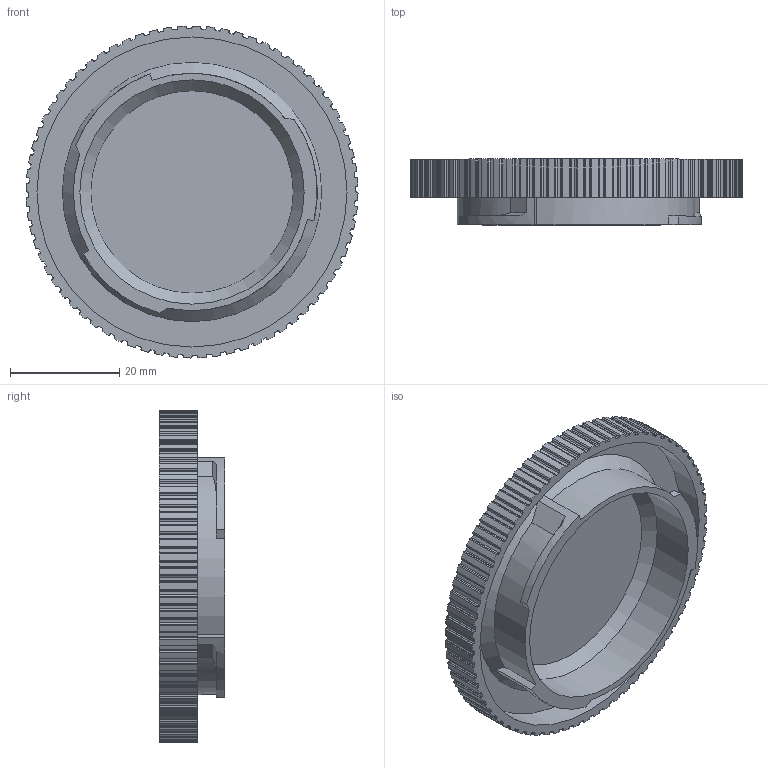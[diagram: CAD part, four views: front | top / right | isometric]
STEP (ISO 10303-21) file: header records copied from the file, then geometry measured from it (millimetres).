
FILE_DESCRIPTION( ( '' ), ' ' );
FILE_NAME( '57af531ee4b0f8ff2a91ce36.step', '2016-08-13T17:04:31', ( '' ), ( '' ), ' ', ' ', ' ' );
FILE_SCHEMA( ( 'AUTOMOTIVE_DESIGN { 1 0 10303 214 1 1 1 1 }' ) );
Length unit declared in the file: metre
Products named in the file (1): Part 1
Bounding box: 60.7 x 12 x 60.7 mm (x, y, z)
Volume: 9369.4 mm3; surface area: 11014.2 mm2
Topology: 1 solids, 1 shells, 687 faces, 1989 edges, 1315 vertices
Faces by surface type: cylinder 444, plane 236, cone 7
Full cylindrical faces by diameter (mm): 4.337 x1, 6.547 x1, 41 x1, 46.554 x1, 50.002 x1, 56.7 x1
Entity records: 28382 total; most frequent: DIRECTION 4250, CARTESIAN_POINT 3976, ORIENTED_EDGE 3940, EDGE_CURVE 1970, AXIS2_PLACEMENT_3D 1595, VERTEX_POINT 1309, LINE 1060, VECTOR 1060
